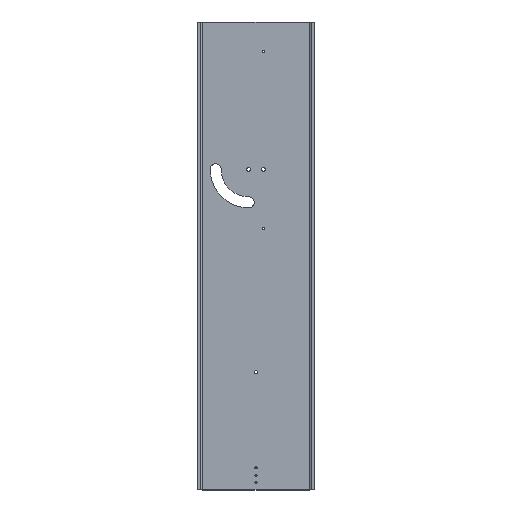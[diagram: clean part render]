
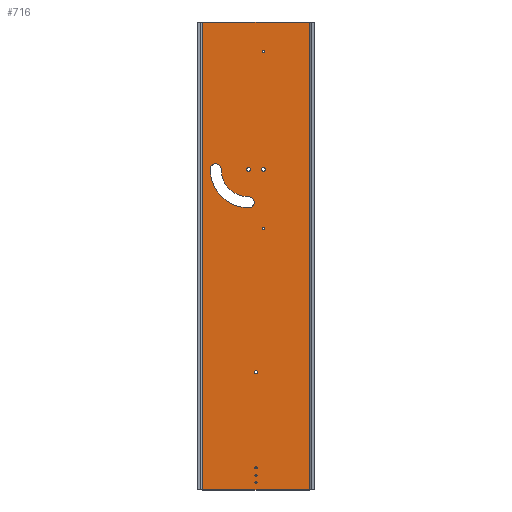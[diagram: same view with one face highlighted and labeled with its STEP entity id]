
A CAD part, top view. The second image highlights one B-rep face of the part: STEP entity #716.
In plain terms, the highlighted planar face has unit normal (0, 0, 1).
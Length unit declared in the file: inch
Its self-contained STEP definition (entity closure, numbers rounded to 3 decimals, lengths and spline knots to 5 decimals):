
#16=PLANE('',#788);
#36=LINE('',#1120,#76);
#37=LINE('',#1122,#77);
#38=LINE('',#1124,#78);
#39=LINE('',#1125,#79);
#76=VECTOR('',#923,7.2126);
#77=VECTOR('',#924,31.75);
#78=VECTOR('',#925,7.2126);
#79=VECTOR('',#926,31.75);
#128=FACE_BOUND('',#228,.T.);
#129=FACE_BOUND('',#229,.T.);
#130=FACE_BOUND('',#230,.T.);
#131=FACE_BOUND('',#231,.T.);
#132=FACE_BOUND('',#232,.T.);
#133=FACE_BOUND('',#233,.T.);
#134=FACE_BOUND('',#234,.T.);
#135=FACE_BOUND('',#235,.T.);
#136=FACE_BOUND('',#236,.T.);
#173=FACE_OUTER_BOUND('',#227,.T.);
#227=EDGE_LOOP('',(#502,#503,#504,#505));
#228=EDGE_LOOP('',(#506));
#229=EDGE_LOOP('',(#507));
#230=EDGE_LOOP('',(#508));
#231=EDGE_LOOP('',(#509));
#232=EDGE_LOOP('',(#510));
#233=EDGE_LOOP('',(#511));
#234=EDGE_LOOP('',(#512));
#235=EDGE_LOOP('',(#513));
#236=EDGE_LOOP('',(#514,#515,#516,#517));
#283=CIRCLE('',#745,0.105);
#285=CIRCLE('',#748,0.07);
#287=CIRCLE('',#751,0.07);
#289=CIRCLE('',#754,0.07);
#291=CIRCLE('',#757,0.07);
#293=CIRCLE('',#760,0.132);
#295=CIRCLE('',#763,0.132);
#297=CIRCLE('',#766,0.07);
#299=CIRCLE('',#769,0.375);
#312=CIRCLE('',#789,0.375);
#313=CIRCLE('',#790,1.8563);
#314=CIRCLE('',#791,2.6063);
#327=VERTEX_POINT('',#1041);
#329=VERTEX_POINT('',#1046);
#331=VERTEX_POINT('',#1051);
#333=VERTEX_POINT('',#1056);
#335=VERTEX_POINT('',#1061);
#337=VERTEX_POINT('',#1066);
#339=VERTEX_POINT('',#1071);
#341=VERTEX_POINT('',#1076);
#344=VERTEX_POINT('',#1082);
#345=VERTEX_POINT('',#1084);
#358=VERTEX_POINT('',#1118);
#359=VERTEX_POINT('',#1119);
#360=VERTEX_POINT('',#1121);
#361=VERTEX_POINT('',#1123);
#362=VERTEX_POINT('',#1126);
#363=VERTEX_POINT('',#1127);
#387=EDGE_CURVE('',#327,#327,#283,.T.);
#389=EDGE_CURVE('',#329,#329,#285,.T.);
#391=EDGE_CURVE('',#331,#331,#287,.T.);
#393=EDGE_CURVE('',#333,#333,#289,.T.);
#395=EDGE_CURVE('',#335,#335,#291,.T.);
#397=EDGE_CURVE('',#337,#337,#293,.T.);
#399=EDGE_CURVE('',#339,#339,#295,.T.);
#401=EDGE_CURVE('',#341,#341,#297,.T.);
#404=EDGE_CURVE('',#344,#345,#299,.T.);
#418=EDGE_CURVE('',#358,#359,#36,.T.);
#419=EDGE_CURVE('',#360,#358,#37,.T.);
#420=EDGE_CURVE('',#360,#361,#38,.T.);
#421=EDGE_CURVE('',#359,#361,#39,.T.);
#422=EDGE_CURVE('',#362,#363,#312,.T.);
#423=EDGE_CURVE('',#362,#345,#313,.T.);
#424=EDGE_CURVE('',#363,#344,#314,.T.);
#502=ORIENTED_EDGE('',*,*,#418,.F.);
#503=ORIENTED_EDGE('',*,*,#419,.F.);
#504=ORIENTED_EDGE('',*,*,#420,.T.);
#505=ORIENTED_EDGE('',*,*,#421,.F.);
#506=ORIENTED_EDGE('',*,*,#387,.F.);
#507=ORIENTED_EDGE('',*,*,#389,.F.);
#508=ORIENTED_EDGE('',*,*,#391,.F.);
#509=ORIENTED_EDGE('',*,*,#393,.F.);
#510=ORIENTED_EDGE('',*,*,#395,.F.);
#511=ORIENTED_EDGE('',*,*,#397,.F.);
#512=ORIENTED_EDGE('',*,*,#399,.F.);
#513=ORIENTED_EDGE('',*,*,#401,.F.);
#514=ORIENTED_EDGE('',*,*,#422,.F.);
#515=ORIENTED_EDGE('',*,*,#423,.T.);
#516=ORIENTED_EDGE('',*,*,#404,.F.);
#517=ORIENTED_EDGE('',*,*,#424,.F.);
#716=ADVANCED_FACE('',(#173,#128,#129,#130,#131,#132,#133,#134,#135,#136),
#16,.T.);
#745=AXIS2_PLACEMENT_3D('',#1042,#833,#834);
#748=AXIS2_PLACEMENT_3D('',#1047,#839,#840);
#751=AXIS2_PLACEMENT_3D('',#1052,#845,#846);
#754=AXIS2_PLACEMENT_3D('',#1057,#851,#852);
#757=AXIS2_PLACEMENT_3D('',#1062,#857,#858);
#760=AXIS2_PLACEMENT_3D('',#1067,#863,#864);
#763=AXIS2_PLACEMENT_3D('',#1072,#869,#870);
#766=AXIS2_PLACEMENT_3D('',#1077,#875,#876);
#769=AXIS2_PLACEMENT_3D('',#1085,#882,#883);
#788=AXIS2_PLACEMENT_3D('',#1117,#921,#922);
#789=AXIS2_PLACEMENT_3D('',#1128,#927,#928);
#790=AXIS2_PLACEMENT_3D('',#1129,#929,#930);
#791=AXIS2_PLACEMENT_3D('',#1130,#931,#932);
#833=DIRECTION('center_axis',(0.,0.,1.));
#834=DIRECTION('ref_axis',(1.,0.,0.));
#839=DIRECTION('center_axis',(0.,0.,1.));
#840=DIRECTION('ref_axis',(1.,0.,0.));
#845=DIRECTION('center_axis',(0.,0.,1.));
#846=DIRECTION('ref_axis',(1.,0.,0.));
#851=DIRECTION('center_axis',(0.,0.,1.));
#852=DIRECTION('ref_axis',(1.,0.,0.));
#857=DIRECTION('center_axis',(0.,0.,1.));
#858=DIRECTION('ref_axis',(1.,0.,0.));
#863=DIRECTION('center_axis',(0.,0.,1.));
#864=DIRECTION('ref_axis',(1.,0.,0.));
#869=DIRECTION('center_axis',(0.,0.,1.));
#870=DIRECTION('ref_axis',(1.,0.,0.));
#875=DIRECTION('center_axis',(0.,0.,1.));
#876=DIRECTION('ref_axis',(1.,0.,0.));
#882=DIRECTION('center_axis',(0.,0.,1.));
#883=DIRECTION('ref_axis',(1.,0.,0.));
#921=DIRECTION('center_axis',(0.,0.,1.));
#922=DIRECTION('ref_axis',(1.,0.,0.));
#923=DIRECTION('',(-1.,0.,0.));
#924=DIRECTION('',(0.,-1.,0.));
#925=DIRECTION('',(-1.,0.,0.));
#926=DIRECTION('',(0.,1.,0.));
#927=DIRECTION('center_axis',(0.,0.,1.));
#928=DIRECTION('ref_axis',(1.,0.,0.));
#929=DIRECTION('center_axis',(0.,0.,1.));
#930=DIRECTION('ref_axis',(1.,0.,0.));
#931=DIRECTION('center_axis',(0.,0.,1.));
#932=DIRECTION('ref_axis',(1.,0.,0.));
#1041=CARTESIAN_POINT('',(0.105,0.25,0.23622));
#1042=CARTESIAN_POINT('Origin',(0.,0.25,0.23622));
#1046=CARTESIAN_POINT('',(0.07,-6.25,0.23622));
#1047=CARTESIAN_POINT('Origin',(0.,-6.25,0.23622));
#1051=CARTESIAN_POINT('',(0.07,-6.75,0.23622));
#1052=CARTESIAN_POINT('Origin',(0.,-6.75,0.23622));
#1056=CARTESIAN_POINT('',(0.07,-7.25,0.23622));
#1057=CARTESIAN_POINT('Origin',(0.,-7.25,0.23622));
#1061=CARTESIAN_POINT('',(0.57,22.,0.23622));
#1062=CARTESIAN_POINT('Origin',(0.5,22.,0.23622));
#1066=CARTESIAN_POINT('',(-0.368,14.,0.23622));
#1067=CARTESIAN_POINT('Origin',(-0.5,14.,0.23622));
#1071=CARTESIAN_POINT('',(0.632,14.,0.23622));
#1072=CARTESIAN_POINT('Origin',(0.5,14.,0.23622));
#1076=CARTESIAN_POINT('',(0.57,10.,0.23622));
#1077=CARTESIAN_POINT('Origin',(0.5,10.,0.23622));
#1082=CARTESIAN_POINT('',(-0.5,11.3937,0.23622));
#1084=CARTESIAN_POINT('',(-0.5,12.1437,0.23622));
#1085=CARTESIAN_POINT('Origin',(-0.5,11.7687,0.23622));
#1117=CARTESIAN_POINT('Origin',(-4.,24.,0.23622));
#1118=CARTESIAN_POINT('',(3.6063,-7.75,0.23622));
#1119=CARTESIAN_POINT('',(-3.6063,-7.75,0.23622));
#1120=CARTESIAN_POINT('',(-4.,-7.75,0.23622));
#1121=CARTESIAN_POINT('',(3.6063,24.,0.23622));
#1122=CARTESIAN_POINT('',(3.6063,24.,0.23622));
#1123=CARTESIAN_POINT('',(-3.6063,24.,0.23622));
#1124=CARTESIAN_POINT('',(4.,24.,0.23622));
#1125=CARTESIAN_POINT('',(-3.6063,-7.75,0.23622));
#1126=CARTESIAN_POINT('',(-2.3563,14.,0.23622));
#1127=CARTESIAN_POINT('',(-3.1063,14.,0.23622));
#1128=CARTESIAN_POINT('Origin',(-2.7313,14.,0.23622));
#1129=CARTESIAN_POINT('Origin',(-0.5,14.,0.23622));
#1130=CARTESIAN_POINT('Origin',(-0.5,14.,0.23622));
